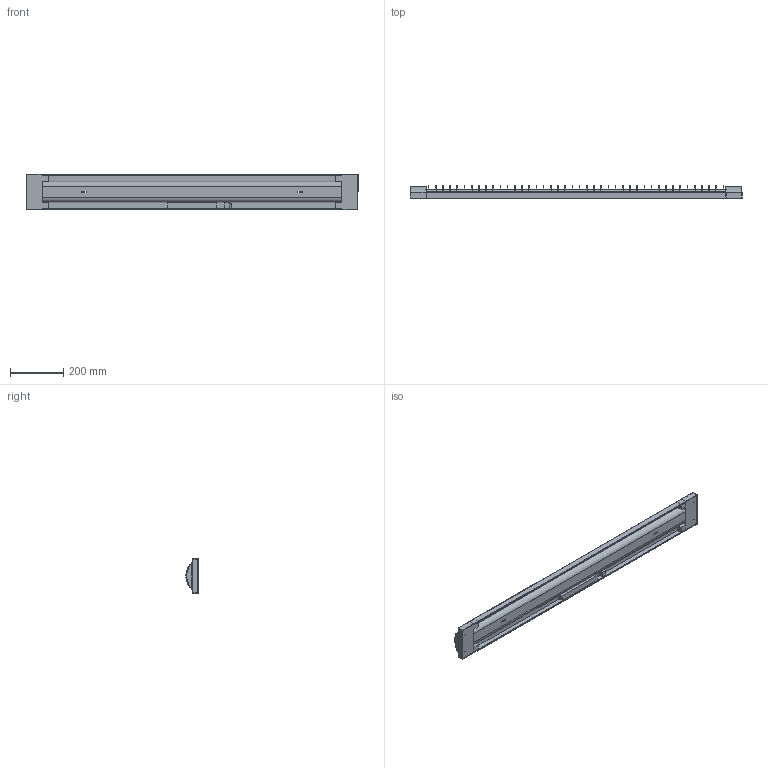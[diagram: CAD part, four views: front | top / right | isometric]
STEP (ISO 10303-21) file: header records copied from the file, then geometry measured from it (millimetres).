
FILE_DESCRIPTION (( 'STEP AP203' ), '1' );
FILE_NAME ('LLPO1-3017-2-36-K01 Ñâåòèëüíèê ËÏÎ3017_ðåøåòêà 2õ36 Âò 230Â Ò8_G13 ÈÝÊ.STEP', '2017-07-05T12:14:26', ( '' ), ( '' ), 'SwSTEP 2.0', 'SolidWorks 2014', '' );
FILE_SCHEMA (( 'CONFIG_CONTROL_DESIGN' ));
Length unit declared in the file: millimetre
Products named in the file (1): LLPO1-3017-2-36-K01 Ñâåòèëüíèê ËÏÎ3017_ðåøåòêà 2õ36 Âò 230Â Ò8_G13 ÈÝÊ
Bounding box: 1246 x 46.5 x 134 mm (x, y, z)
Volume: 1935859.4 mm3; surface area: 906565.8 mm2
Topology: 3 solids, 3 shells, 544 faces, 1460 edges, 824 vertices
Faces by surface type: plane 384, cylinder 142, torus 8, sphere 6, bspline 4
Full cylindrical faces by diameter (mm): 3.831 x1, 4.231 x1, 27 x2
Entity records: 16861 total; most frequent: CARTESIAN_POINT 3097, ORIENTED_EDGE 2900, DIRECTION 2860, EDGE_CURVE 1450, LINE 1094, VECTOR 1094, AXIS2_PLACEMENT_3D 883, VERTEX_POINT 824
